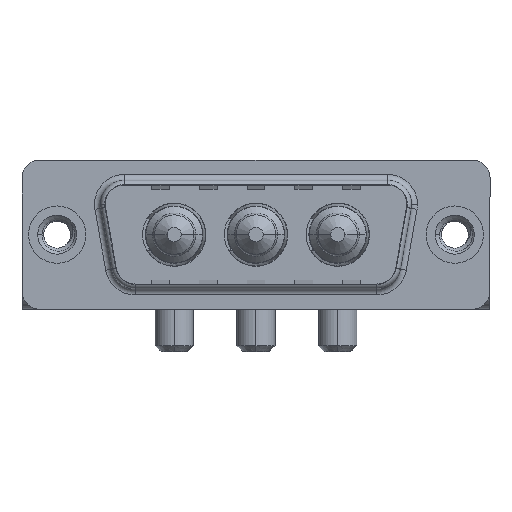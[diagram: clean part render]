
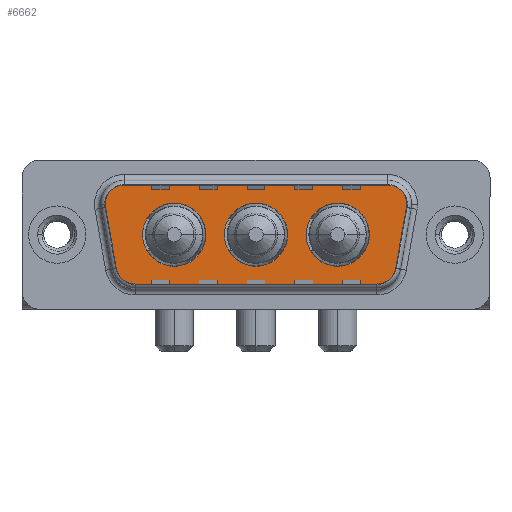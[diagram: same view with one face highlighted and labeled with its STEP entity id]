
A CAD part, top view. The second image highlights one B-rep face of the part: STEP entity #6662.
In plain terms, the highlighted planar face has unit normal (0, 0, 1).
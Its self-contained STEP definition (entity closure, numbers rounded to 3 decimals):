
#59 = VERTEX_POINT ( 'NONE', #3993 ) ;
#106 = EDGE_CURVE ( 'NONE', #682, #1354, #12426, .T. ) ;
#129 = VERTEX_POINT ( 'NONE', #7099 ) ;
#134 = FACE_BOUND ( 'NONE', #10355, .T. ) ;
#214 = DIRECTION ( 'NONE',  ( 0., 0., 1. ) ) ;
#253 = ORIENTED_EDGE ( 'NONE', *, *, #5000, .T. ) ;
#455 = VERTEX_POINT ( 'NONE', #3716 ) ;
#465 = EDGE_CURVE ( 'NONE', #455, #11524, #8605, .T. ) ;
#604 = DIRECTION ( 'NONE',  ( -1., 0., 0. ) ) ;
#682 = VERTEX_POINT ( 'NONE', #12603 ) ;
#907 = AXIS2_PLACEMENT_3D ( 'NONE', #5212, #8620, #12817 ) ;
#912 = VERTEX_POINT ( 'NONE', #1540 ) ;
#1090 = AXIS2_PLACEMENT_3D ( 'NONE', #2799, #2653, #604 ) ;
#1096 = PLANE ( 'NONE',  #13093 ) ;
#1114 = DIRECTION ( 'NONE',  ( 1., 0., 0. ) ) ;
#1164 = FACE_BOUND ( 'NONE', #11918, .T. ) ;
#1295 = FACE_OUTER_BOUND ( 'NONE', #4538, .T. ) ;
#1354 = VERTEX_POINT ( 'NONE', #13197 ) ;
#1370 = AXIS2_PLACEMENT_3D ( 'NONE', #2773, #6073, #12259 ) ;
#1503 = ORIENTED_EDGE ( 'NONE', *, *, #465, .T. ) ;
#1540 = CARTESIAN_POINT ( 'NONE',  ( 26.15, 0., 0. ) ) ;
#1871 = CARTESIAN_POINT ( 'NONE',  ( 7.15, 0., 0. ) ) ;
#1933 = AXIS2_PLACEMENT_3D ( 'NONE', #3890, #7196, #7055 ) ;
#2057 = DIRECTION ( 'NONE',  ( -1., 0., 0. ) ) ;
#2071 = EDGE_CURVE ( 'NONE', #59, #5248, #3407, .T. ) ;
#2145 = CARTESIAN_POINT ( 'NONE',  ( 16.65, 0., 0. ) ) ;
#2496 = CARTESIAN_POINT ( 'NONE',  ( 5.411, 4.9, 0. ) ) ;
#2522 = VERTEX_POINT ( 'NONE', #5190 ) ;
#2653 = DIRECTION ( 'NONE',  ( 0., 0., 1. ) ) ;
#2665 = VECTOR ( 'NONE', #8675, 1000. ) ;
#2712 = CARTESIAN_POINT ( 'NONE',  ( 20.85, 0., 0. ) ) ;
#2773 = CARTESIAN_POINT ( 'NONE',  ( 26.866, -2.9, 0. ) ) ;
#2799 = CARTESIAN_POINT ( 'NONE',  ( 27.889, 2.9, 0. ) ) ;
#2959 = CARTESIAN_POINT ( 'NONE',  ( 9.8, 0., 0. ) ) ;
#3063 = ORIENTED_EDGE ( 'NONE', *, *, #3650, .F. ) ;
#3117 = CIRCLE ( 'NONE', #907, 2. ) ;
#3159 = AXIS2_PLACEMENT_3D ( 'NONE', #4481, #214, #3469 ) ;
#3227 = LINE ( 'NONE', #2496, #7001 ) ;
#3407 = CIRCLE ( 'NONE', #8042, 2.65 ) ;
#3469 = DIRECTION ( 'NONE',  ( 1., 0., 0. ) ) ;
#3495 = ORIENTED_EDGE ( 'NONE', *, *, #7861, .T. ) ;
#3523 = ORIENTED_EDGE ( 'NONE', *, *, #5832, .T. ) ;
#3600 = CARTESIAN_POINT ( 'NONE',  ( 14., 0., 0. ) ) ;
#3650 = EDGE_CURVE ( 'NONE', #912, #4184, #10092, .T. ) ;
#3652 = CARTESIAN_POINT ( 'NONE',  ( 19.3, 0., 0. ) ) ;
#3716 = CARTESIAN_POINT ( 'NONE',  ( 29.889, 2.9, 0. ) ) ;
#3801 = CIRCLE ( 'NONE', #11761, 2.65 ) ;
#3802 = DIRECTION ( 'NONE',  ( 0., 0., 1. ) ) ;
#3890 = CARTESIAN_POINT ( 'NONE',  ( 9.8, 0., 0. ) ) ;
#3993 = CARTESIAN_POINT ( 'NONE',  ( 12.45, 0., 0. ) ) ;
#3999 = CARTESIAN_POINT ( 'NONE',  ( 5.411, 2.9, 0. ) ) ;
#4094 = AXIS2_PLACEMENT_3D ( 'NONE', #5298, #7468, #4209 ) ;
#4135 = CARTESIAN_POINT ( 'NONE',  ( 29.859, 2.553, 0. ) ) ;
#4184 = VERTEX_POINT ( 'NONE', #2712 ) ;
#4209 = DIRECTION ( 'NONE',  ( 1., 0., 0. ) ) ;
#4337 = AXIS2_PLACEMENT_3D ( 'NONE', #3999, #3802, #9143 ) ;
#4461 = DIRECTION ( 'NONE',  ( 0., 0., 1. ) ) ;
#4481 = CARTESIAN_POINT ( 'NONE',  ( 16.65, 0., 0. ) ) ;
#4538 = EDGE_LOOP ( 'NONE', ( #3495, #6934, #7842, #1503, #253, #9487, #12839, #3523, #4639 ) ) ;
#4639 = ORIENTED_EDGE ( 'NONE', *, *, #12165, .T. ) ;
#4654 = ORIENTED_EDGE ( 'NONE', *, *, #8269, .F. ) ;
#5000 = EDGE_CURVE ( 'NONE', #11524, #2522, #3227, .T. ) ;
#5190 = CARTESIAN_POINT ( 'NONE',  ( 5.411, 4.9, 0. ) ) ;
#5212 = CARTESIAN_POINT ( 'NONE',  ( 27.889, 2.9, 0. ) ) ;
#5248 = VERTEX_POINT ( 'NONE', #1871 ) ;
#5271 = EDGE_CURVE ( 'NONE', #5248, #59, #7911, .T. ) ;
#5298 = CARTESIAN_POINT ( 'NONE',  ( 23.5, 0., 0. ) ) ;
#5329 = VECTOR ( 'NONE', #8439, 1000. ) ;
#5333 = CARTESIAN_POINT ( 'NONE',  ( 27.889, 4.9, 0. ) ) ;
#5420 = EDGE_CURVE ( 'NONE', #9688, #11347, #5679, .T. ) ;
#5544 = CIRCLE ( 'NONE', #1370, 2. ) ;
#5618 = ORIENTED_EDGE ( 'NONE', *, *, #9834, .F. ) ;
#5645 = EDGE_CURVE ( 'NONE', #2522, #682, #8340, .T. ) ;
#5679 = CIRCLE ( 'NONE', #10812, 2.65 ) ;
#5832 = EDGE_CURVE ( 'NONE', #1354, #129, #13167, .T. ) ;
#6073 = DIRECTION ( 'NONE',  ( 0., 0., 1. ) ) ;
#6118 = DIRECTION ( 'NONE',  ( 0., 0., 1. ) ) ;
#6257 = EDGE_LOOP ( 'NONE', ( #3063, #5618 ) ) ;
#6345 = VERTEX_POINT ( 'NONE', #7353 ) ;
#6662 = ADVANCED_FACE ( 'NONE', ( #1164, #10529, #134, #1295 ), #1096, .T. ) ;
#6900 = DIRECTION ( 'NONE',  ( 1., 0., 0. ) ) ;
#6934 = ORIENTED_EDGE ( 'NONE', *, *, #9040, .T. ) ;
#7001 = VECTOR ( 'NONE', #9078, 1000. ) ;
#7055 = DIRECTION ( 'NONE',  ( 1., 0., 0. ) ) ;
#7099 = CARTESIAN_POINT ( 'NONE',  ( 6.434, -4.9, 0. ) ) ;
#7184 = DIRECTION ( 'NONE',  ( 0., 0., 1. ) ) ;
#7196 = DIRECTION ( 'NONE',  ( 0., 0., 1. ) ) ;
#7225 = EDGE_CURVE ( 'NONE', #11110, #455, #3117, .T. ) ;
#7353 = CARTESIAN_POINT ( 'NONE',  ( 26.866, -4.9, 0. ) ) ;
#7468 = DIRECTION ( 'NONE',  ( 0., 0., 1. ) ) ;
#7842 = ORIENTED_EDGE ( 'NONE', *, *, #7225, .T. ) ;
#7861 = EDGE_CURVE ( 'NONE', #6345, #11210, #5544, .T. ) ;
#7911 = CIRCLE ( 'NONE', #1933, 2.65 ) ;
#8013 = CIRCLE ( 'NONE', #3159, 2.65 ) ;
#8042 = AXIS2_PLACEMENT_3D ( 'NONE', #2959, #6118, #6900 ) ;
#8269 = EDGE_CURVE ( 'NONE', #11347, #9688, #8013, .T. ) ;
#8340 = CIRCLE ( 'NONE', #4337, 2. ) ;
#8382 = DIRECTION ( 'NONE',  ( 0., 0., 1. ) ) ;
#8430 = DIRECTION ( 'NONE',  ( 1., 0., 0. ) ) ;
#8439 = DIRECTION ( 'NONE',  ( 1., 0., 0. ) ) ;
#8498 = CARTESIAN_POINT ( 'NONE',  ( 26.866, -2.9, 0. ) ) ;
#8605 = CIRCLE ( 'NONE', #1090, 2. ) ;
#8620 = DIRECTION ( 'NONE',  ( 0., 0., 1. ) ) ;
#8644 = CARTESIAN_POINT ( 'NONE',  ( 6.434, -4.9, 0. ) ) ;
#8675 = DIRECTION ( 'NONE',  ( 0.174, 0.985, 0. ) ) ;
#8769 = ORIENTED_EDGE ( 'NONE', *, *, #2071, .F. ) ;
#8786 = AXIS2_PLACEMENT_3D ( 'NONE', #10737, #11486, #2057 ) ;
#8797 = VECTOR ( 'NONE', #12491, 1000. ) ;
#9040 = EDGE_CURVE ( 'NONE', #11210, #11110, #10634, .T. ) ;
#9078 = DIRECTION ( 'NONE',  ( -1., 0., 0. ) ) ;
#9143 = DIRECTION ( 'NONE',  ( 1., 0., 0. ) ) ;
#9487 = ORIENTED_EDGE ( 'NONE', *, *, #5645, .T. ) ;
#9688 = VERTEX_POINT ( 'NONE', #3600 ) ;
#9693 = LINE ( 'NONE', #8644, #5329 ) ;
#9834 = EDGE_CURVE ( 'NONE', #4184, #912, #3801, .T. ) ;
#10092 = CIRCLE ( 'NONE', #4094, 2.65 ) ;
#10355 = EDGE_LOOP ( 'NONE', ( #8769, #13467 ) ) ;
#10529 = FACE_BOUND ( 'NONE', #6257, .T. ) ;
#10634 = LINE ( 'NONE', #12738, #2665 ) ;
#10737 = CARTESIAN_POINT ( 'NONE',  ( 6.434, -2.9, 0. ) ) ;
#10812 = AXIS2_PLACEMENT_3D ( 'NONE', #2145, #8382, #1114 ) ;
#11110 = VERTEX_POINT ( 'NONE', #4135 ) ;
#11210 = VERTEX_POINT ( 'NONE', #13526 ) ;
#11347 = VERTEX_POINT ( 'NONE', #3652 ) ;
#11486 = DIRECTION ( 'NONE',  ( 0., 0., 1. ) ) ;
#11524 = VERTEX_POINT ( 'NONE', #5333 ) ;
#11543 = CARTESIAN_POINT ( 'NONE',  ( 3.441, 2.553, 0. ) ) ;
#11581 = ORIENTED_EDGE ( 'NONE', *, *, #5420, .F. ) ;
#11761 = AXIS2_PLACEMENT_3D ( 'NONE', #13537, #7184, #8430 ) ;
#11918 = EDGE_LOOP ( 'NONE', ( #4654, #11581 ) ) ;
#12165 = EDGE_CURVE ( 'NONE', #129, #6345, #9693, .T. ) ;
#12259 = DIRECTION ( 'NONE',  ( 1., 0., 0. ) ) ;
#12426 = LINE ( 'NONE', #11543, #8797 ) ;
#12491 = DIRECTION ( 'NONE',  ( 0.174, -0.985, 0. ) ) ;
#12603 = CARTESIAN_POINT ( 'NONE',  ( 3.441, 2.553, 0. ) ) ;
#12704 = DIRECTION ( 'NONE',  ( 1., 0., 0. ) ) ;
#12738 = CARTESIAN_POINT ( 'NONE',  ( 29.859, 2.553, 0. ) ) ;
#12817 = DIRECTION ( 'NONE',  ( -1., 0., 0. ) ) ;
#12839 = ORIENTED_EDGE ( 'NONE', *, *, #106, .T. ) ;
#13093 = AXIS2_PLACEMENT_3D ( 'NONE', #8498, #4461, #12704 ) ;
#13167 = CIRCLE ( 'NONE', #8786, 2. ) ;
#13197 = CARTESIAN_POINT ( 'NONE',  ( 4.464, -3.247, 0. ) ) ;
#13467 = ORIENTED_EDGE ( 'NONE', *, *, #5271, .F. ) ;
#13526 = CARTESIAN_POINT ( 'NONE',  ( 28.836, -3.247, 0. ) ) ;
#13537 = CARTESIAN_POINT ( 'NONE',  ( 23.5, 0., 0. ) ) ;
